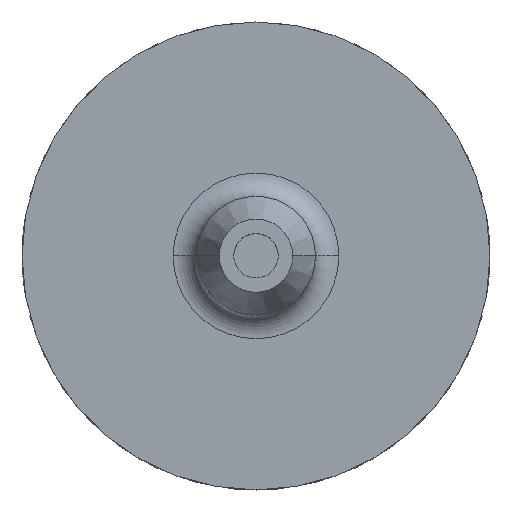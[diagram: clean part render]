
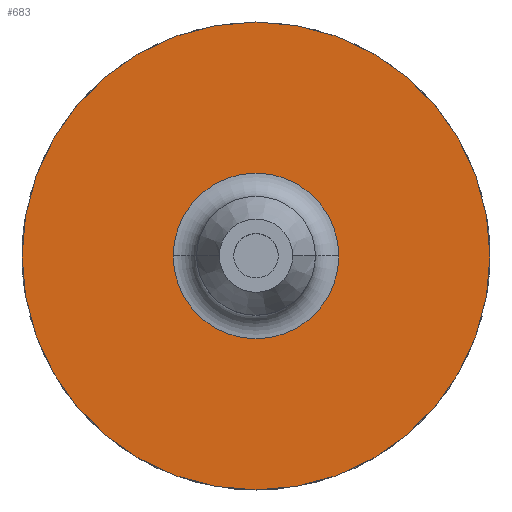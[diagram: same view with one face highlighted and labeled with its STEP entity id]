
A CAD part, top view. The second image highlights one B-rep face of the part: STEP entity #683.
In plain terms, the highlighted planar face has unit normal (0, 0, 1).
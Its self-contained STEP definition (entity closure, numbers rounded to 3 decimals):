
#45 = CIRCLE ( 'NONE', #469, 17.7 ) ;
#83 = CIRCLE ( 'NONE', #1141, 50. ) ;
#215 = DIRECTION ( 'NONE',  ( 0., 0., -1. ) ) ;
#274 = CARTESIAN_POINT ( 'NONE',  ( -50., 0., 38. ) ) ;
#321 = CARTESIAN_POINT ( 'NONE',  ( 50., 0., 38. ) ) ;
#324 = ORIENTED_EDGE ( 'NONE', *, *, #1425, .F. ) ;
#334 = CARTESIAN_POINT ( 'NONE',  ( 0., 0., 38. ) ) ;
#336 = VERTEX_POINT ( 'NONE', #274 ) ;
#344 = DIRECTION ( 'NONE',  ( -1., 0., 0. ) ) ;
#444 = AXIS2_PLACEMENT_3D ( 'NONE', #1581, #1616, #1623 ) ;
#469 = AXIS2_PLACEMENT_3D ( 'NONE', #1121, #1130, #1146 ) ;
#556 = EDGE_CURVE ( 'NONE', #961, #846, #45, .T. ) ;
#643 = EDGE_CURVE ( 'NONE', #336, #1188, #1282, .T. ) ;
#683 = ADVANCED_FACE ( 'NONE', ( #1161, #1139 ), #1544, .F. ) ;
#811 = ORIENTED_EDGE ( 'NONE', *, *, #556, .T. ) ;
#813 = EDGE_LOOP ( 'NONE', ( #960, #811 ) ) ;
#833 = CARTESIAN_POINT ( 'NONE',  ( 0., 0., 38. ) ) ;
#846 = VERTEX_POINT ( 'NONE', #1557 ) ;
#853 = DIRECTION ( 'NONE',  ( 0., 0., -1. ) ) ;
#857 = DIRECTION ( 'NONE',  ( -1., 0., 0. ) ) ;
#952 = CIRCLE ( 'NONE', #1533, 17.7 ) ;
#960 = ORIENTED_EDGE ( 'NONE', *, *, #1301, .T. ) ;
#961 = VERTEX_POINT ( 'NONE', #1218 ) ;
#1121 = CARTESIAN_POINT ( 'NONE',  ( 0., 0., 38. ) ) ;
#1130 = DIRECTION ( 'NONE',  ( 0., 0., -1. ) ) ;
#1139 = FACE_OUTER_BOUND ( 'NONE', #1353, .T. ) ;
#1141 = AXIS2_PLACEMENT_3D ( 'NONE', #334, #215, #344 ) ;
#1146 = DIRECTION ( 'NONE',  ( -1., 0., 0. ) ) ;
#1161 = FACE_BOUND ( 'NONE', #813, .T. ) ;
#1175 = AXIS2_PLACEMENT_3D ( 'NONE', #1420, #1426, #1431 ) ;
#1188 = VERTEX_POINT ( 'NONE', #321 ) ;
#1218 = CARTESIAN_POINT ( 'NONE',  ( 17.7, 0., 38. ) ) ;
#1282 = CIRCLE ( 'NONE', #1175, 50. ) ;
#1301 = EDGE_CURVE ( 'NONE', #846, #961, #952, .T. ) ;
#1329 = ORIENTED_EDGE ( 'NONE', *, *, #643, .F. ) ;
#1353 = EDGE_LOOP ( 'NONE', ( #1329, #324 ) ) ;
#1420 = CARTESIAN_POINT ( 'NONE',  ( 0., 0., 38. ) ) ;
#1425 = EDGE_CURVE ( 'NONE', #1188, #336, #83, .T. ) ;
#1426 = DIRECTION ( 'NONE',  ( 0., 0., -1. ) ) ;
#1431 = DIRECTION ( 'NONE',  ( -1., 0., 0. ) ) ;
#1533 = AXIS2_PLACEMENT_3D ( 'NONE', #833, #853, #857 ) ;
#1544 = PLANE ( 'NONE',  #444 ) ;
#1557 = CARTESIAN_POINT ( 'NONE',  ( -17.7, 0., 38. ) ) ;
#1581 = CARTESIAN_POINT ( 'NONE',  ( 0., 50., 38. ) ) ;
#1616 = DIRECTION ( 'NONE',  ( 0., 0., -1. ) ) ;
#1623 = DIRECTION ( 'NONE',  ( -1., 0., 0. ) ) ;
